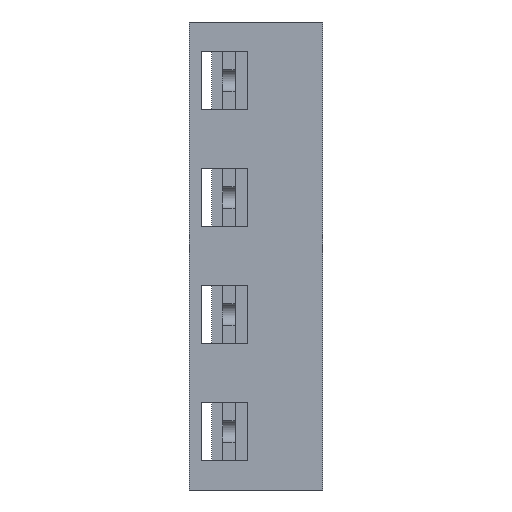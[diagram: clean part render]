
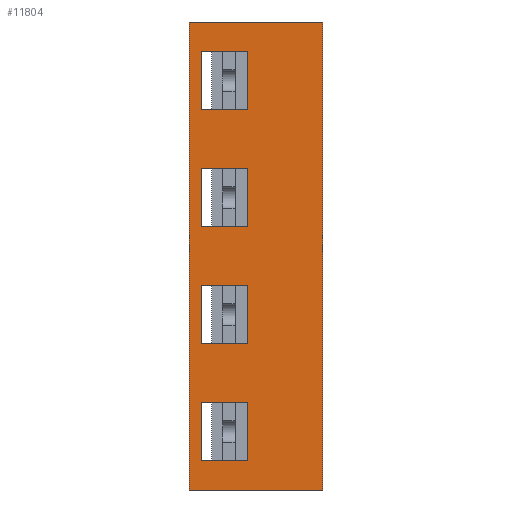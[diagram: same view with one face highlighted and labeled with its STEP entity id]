
A CAD part, left-side view. The second image highlights one B-rep face of the part: STEP entity #11804.
In plain terms, the highlighted planar face has unit normal (-1, 0, 0).
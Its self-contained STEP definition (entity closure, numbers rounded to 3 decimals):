
#17=DIRECTION('',(0.,-1.,0.));
#18=VECTOR('',#17,16.);
#19=CARTESIAN_POINT('',(-17.5,12.5,2016.));
#20=LINE('',#19,#18);
#601=DIRECTION('',(0.,-1.,0.));
#602=VECTOR('',#601,16.);
#603=CARTESIAN_POINT('',(-17.5,12.5,1960.));
#604=LINE('',#603,#602);
#605=DIRECTION('',(0.,0.,1.));
#606=VECTOR('',#605,56.);
#607=CARTESIAN_POINT('',(-17.5,12.5,1960.));
#608=LINE('',#607,#606);
#609=DIRECTION('',(0.,-1.,0.));
#610=VECTOR('',#609,5.5);
#611=CARTESIAN_POINT('',(-17.5,11.,2005.5));
#612=LINE('',#611,#610);
#613=DIRECTION('',(0.,0.,1.));
#614=VECTOR('',#613,7.);
#615=CARTESIAN_POINT('',(-17.5,5.5,2005.5));
#616=LINE('',#615,#614);
#617=DIRECTION('',(0.,1.,0.));
#618=VECTOR('',#617,5.5);
#619=CARTESIAN_POINT('',(-17.5,5.5,2012.5));
#620=LINE('',#619,#618);
#621=DIRECTION('',(0.,0.,-1.));
#622=VECTOR('',#621,7.);
#623=CARTESIAN_POINT('',(-17.5,11.,2012.5));
#624=LINE('',#623,#622);
#625=DIRECTION('',(0.,-1.,0.));
#626=VECTOR('',#625,5.5);
#627=CARTESIAN_POINT('',(-17.5,11.,1991.5));
#628=LINE('',#627,#626);
#629=DIRECTION('',(0.,0.,1.));
#630=VECTOR('',#629,7.);
#631=CARTESIAN_POINT('',(-17.5,5.5,1991.5));
#632=LINE('',#631,#630);
#633=DIRECTION('',(0.,1.,0.));
#634=VECTOR('',#633,5.5);
#635=CARTESIAN_POINT('',(-17.5,5.5,1998.5));
#636=LINE('',#635,#634);
#637=DIRECTION('',(0.,0.,-1.));
#638=VECTOR('',#637,7.);
#639=CARTESIAN_POINT('',(-17.5,11.,1998.5));
#640=LINE('',#639,#638);
#641=DIRECTION('',(0.,-1.,0.));
#642=VECTOR('',#641,5.5);
#643=CARTESIAN_POINT('',(-17.5,11.,1977.5));
#644=LINE('',#643,#642);
#645=DIRECTION('',(0.,0.,1.));
#646=VECTOR('',#645,7.);
#647=CARTESIAN_POINT('',(-17.5,5.5,1977.5));
#648=LINE('',#647,#646);
#649=DIRECTION('',(0.,1.,0.));
#650=VECTOR('',#649,5.5);
#651=CARTESIAN_POINT('',(-17.5,5.5,1984.5));
#652=LINE('',#651,#650);
#653=DIRECTION('',(0.,0.,-1.));
#654=VECTOR('',#653,7.);
#655=CARTESIAN_POINT('',(-17.5,11.,1984.5));
#656=LINE('',#655,#654);
#657=DIRECTION('',(0.,-1.,0.));
#658=VECTOR('',#657,5.5);
#659=CARTESIAN_POINT('',(-17.5,11.,1963.5));
#660=LINE('',#659,#658);
#661=DIRECTION('',(0.,0.,1.));
#662=VECTOR('',#661,7.);
#663=CARTESIAN_POINT('',(-17.5,5.5,1963.5));
#664=LINE('',#663,#662);
#665=DIRECTION('',(0.,1.,0.));
#666=VECTOR('',#665,5.5);
#667=CARTESIAN_POINT('',(-17.5,5.5,1970.5));
#668=LINE('',#667,#666);
#669=DIRECTION('',(0.,0.,-1.));
#670=VECTOR('',#669,7.);
#671=CARTESIAN_POINT('',(-17.5,11.,1970.5));
#672=LINE('',#671,#670);
#693=DIRECTION('',(0.,0.,1.));
#694=VECTOR('',#693,56.);
#695=CARTESIAN_POINT('',(-17.5,-3.5,1960.));
#696=LINE('',#695,#694);
#9234=CARTESIAN_POINT('',(-17.5,12.5,2016.));
#9235=VERTEX_POINT('',#9234);
#9236=CARTESIAN_POINT('',(-17.5,-3.5,2016.));
#9237=VERTEX_POINT('',#9236);
#9526=CARTESIAN_POINT('',(-17.5,12.5,1960.));
#9527=VERTEX_POINT('',#9526);
#9528=CARTESIAN_POINT('',(-17.5,-3.5,1960.));
#9529=VERTEX_POINT('',#9528);
#9682=CARTESIAN_POINT('',(-17.5,11.,2005.5));
#9683=CARTESIAN_POINT('',(-17.5,5.5,2005.5));
#9684=VERTEX_POINT('',#9682);
#9685=VERTEX_POINT('',#9683);
#9686=CARTESIAN_POINT('',(-17.5,5.5,2012.5));
#9687=VERTEX_POINT('',#9686);
#9688=CARTESIAN_POINT('',(-17.5,11.,2012.5));
#9689=VERTEX_POINT('',#9688);
#9698=CARTESIAN_POINT('',(-17.5,11.,1991.5));
#9699=CARTESIAN_POINT('',(-17.5,5.5,1991.5));
#9700=VERTEX_POINT('',#9698);
#9701=VERTEX_POINT('',#9699);
#9702=CARTESIAN_POINT('',(-17.5,5.5,1998.5));
#9703=VERTEX_POINT('',#9702);
#9704=CARTESIAN_POINT('',(-17.5,11.,1998.5));
#9705=VERTEX_POINT('',#9704);
#9714=CARTESIAN_POINT('',(-17.5,11.,1977.5));
#9715=CARTESIAN_POINT('',(-17.5,5.5,1977.5));
#9716=VERTEX_POINT('',#9714);
#9717=VERTEX_POINT('',#9715);
#9718=CARTESIAN_POINT('',(-17.5,5.5,1984.5));
#9719=VERTEX_POINT('',#9718);
#9720=CARTESIAN_POINT('',(-17.5,11.,1984.5));
#9721=VERTEX_POINT('',#9720);
#9730=CARTESIAN_POINT('',(-17.5,11.,1963.5));
#9731=CARTESIAN_POINT('',(-17.5,5.5,1963.5));
#9732=VERTEX_POINT('',#9730);
#9733=VERTEX_POINT('',#9731);
#9734=CARTESIAN_POINT('',(-17.5,5.5,1970.5));
#9735=VERTEX_POINT('',#9734);
#9736=CARTESIAN_POINT('',(-17.5,11.,1970.5));
#9737=VERTEX_POINT('',#9736);
#11758=CARTESIAN_POINT('',(-17.5,12.5,0.));
#11759=DIRECTION('',(-1.,0.,0.));
#11760=DIRECTION('',(0.,-1.,0.));
#11761=AXIS2_PLACEMENT_3D('',#11758,#11759,#11760);
#11762=PLANE('',#11761);
#11763=ORIENTED_EDGE('',*,*,#11618,.F.);
#11765=ORIENTED_EDGE('',*,*,#11764,.T.);
#11766=ORIENTED_EDGE('',*,*,#11185,.T.);
#11768=ORIENTED_EDGE('',*,*,#11767,.F.);
#11769=EDGE_LOOP('',(#11763,#11765,#11766,#11768));
#11770=FACE_OUTER_BOUND('',#11769,.F.);
#11772=ORIENTED_EDGE('',*,*,#11771,.T.);
#11774=ORIENTED_EDGE('',*,*,#11773,.T.);
#11776=ORIENTED_EDGE('',*,*,#11775,.T.);
#11777=ORIENTED_EDGE('',*,*,#11706,.T.);
#11778=EDGE_LOOP('',(#11772,#11774,#11776,#11777));
#11779=FACE_BOUND('',#11778,.F.);
#11781=ORIENTED_EDGE('',*,*,#11780,.T.);
#11783=ORIENTED_EDGE('',*,*,#11782,.T.);
#11785=ORIENTED_EDGE('',*,*,#11784,.T.);
#11786=ORIENTED_EDGE('',*,*,#11699,.T.);
#11787=EDGE_LOOP('',(#11781,#11783,#11785,#11786));
#11788=FACE_BOUND('',#11787,.F.);
#11790=ORIENTED_EDGE('',*,*,#11789,.T.);
#11792=ORIENTED_EDGE('',*,*,#11791,.T.);
#11794=ORIENTED_EDGE('',*,*,#11793,.T.);
#11795=ORIENTED_EDGE('',*,*,#11692,.T.);
#11796=EDGE_LOOP('',(#11790,#11792,#11794,#11795));
#11797=FACE_BOUND('',#11796,.F.);
#11798=ORIENTED_EDGE('',*,*,#11725,.T.);
#11799=ORIENTED_EDGE('',*,*,#11739,.T.);
#11800=ORIENTED_EDGE('',*,*,#11752,.T.);
#11801=ORIENTED_EDGE('',*,*,#11685,.T.);
#11802=EDGE_LOOP('',(#11798,#11799,#11800,#11801));
#11803=FACE_BOUND('',#11802,.F.);
#11804=ADVANCED_FACE('',(#11770,#11779,#11788,#11797,#11803),#11762,.T.);
#11185=EDGE_CURVE('',#9235,#9237,#20,.T.);
#11618=EDGE_CURVE('',#9527,#9529,#604,.T.);
#11685=EDGE_CURVE('',#9737,#9732,#672,.T.);
#11692=EDGE_CURVE('',#9721,#9716,#656,.T.);
#11699=EDGE_CURVE('',#9705,#9700,#640,.T.);
#11706=EDGE_CURVE('',#9689,#9684,#624,.T.);
#11725=EDGE_CURVE('',#9732,#9733,#660,.T.);
#11739=EDGE_CURVE('',#9733,#9735,#664,.T.);
#11752=EDGE_CURVE('',#9735,#9737,#668,.T.);
#11764=EDGE_CURVE('',#9527,#9235,#608,.T.);
#11767=EDGE_CURVE('',#9529,#9237,#696,.T.);
#11771=EDGE_CURVE('',#9684,#9685,#612,.T.);
#11773=EDGE_CURVE('',#9685,#9687,#616,.T.);
#11775=EDGE_CURVE('',#9687,#9689,#620,.T.);
#11780=EDGE_CURVE('',#9700,#9701,#628,.T.);
#11782=EDGE_CURVE('',#9701,#9703,#632,.T.);
#11784=EDGE_CURVE('',#9703,#9705,#636,.T.);
#11789=EDGE_CURVE('',#9716,#9717,#644,.T.);
#11791=EDGE_CURVE('',#9717,#9719,#648,.T.);
#11793=EDGE_CURVE('',#9719,#9721,#652,.T.);
